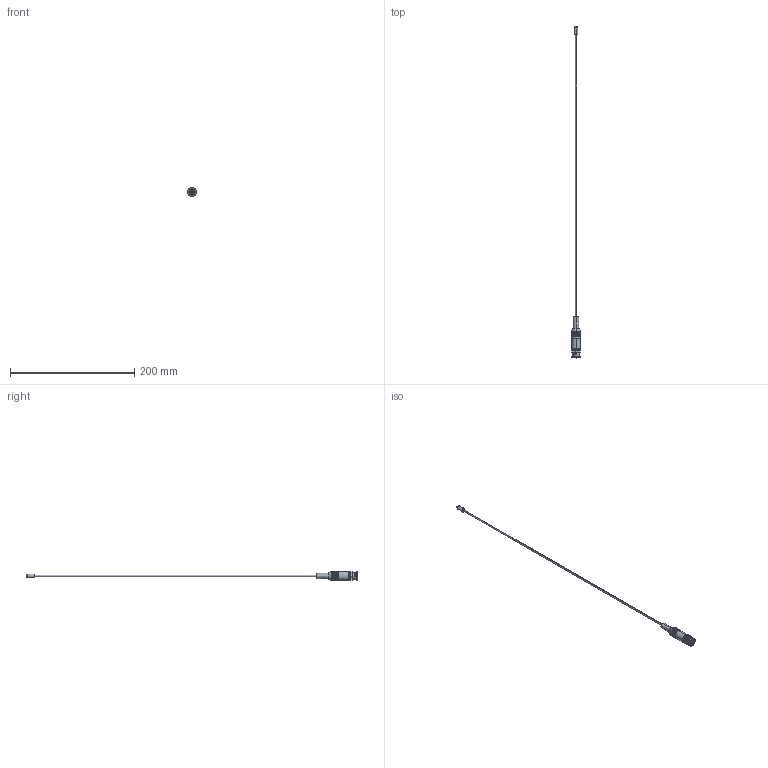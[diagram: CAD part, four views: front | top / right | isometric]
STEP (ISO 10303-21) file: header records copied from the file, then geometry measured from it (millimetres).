
FILE_DESCRIPTION (( 'STEP AP214' ), '1' );
FILE_NAME ('FMANRBD1029_3D.step', '2023-03-06T14:46:05', ( '' ), ( '' ), 'SwSTEP 2.0', 'SolidWorks 2022', '' );
FILE_SCHEMA (( 'AUTOMOTIVE_DESIGN' ));
Length unit declared in the file: inch
Products named in the file (6): FMANRBD1029_3D; LCANRBD1029; BAC836A-59-MA1_with flange; BAC836A-59-MA2; BAC836A-59_crimped ferrule; BAC836A-59-MA3_crimped ferrule
Assembly tree (5 placements, depth 3):
  FMANRBD1029_3D
    LCANRBD1029
    BAC836A-59_crimped ferrule
      BAC836A-59-MA1_with flange
      BAC836A-59-MA2
      BAC836A-59-MA3_crimped ferrule
Bounding box: 14.64 x 534.94 x 14.64 mm (x, y, z)
Volume: 10608.4 mm3; surface area: 9253.6 mm2
Topology: 4 solids, 4 shells, 396 faces, 1085 edges, 717 vertices
Faces by surface type: plane 201, cylinder 169, cone 14, bspline 8, torus 2, sphere 2
Entity records: 13283 total; most frequent: CARTESIAN_POINT 2735, DIRECTION 2197, ORIENTED_EDGE 2170, EDGE_CURVE 1085, AXIS2_PLACEMENT_3D 765, VERTEX_POINT 717, VECTOR 667, LINE 667
